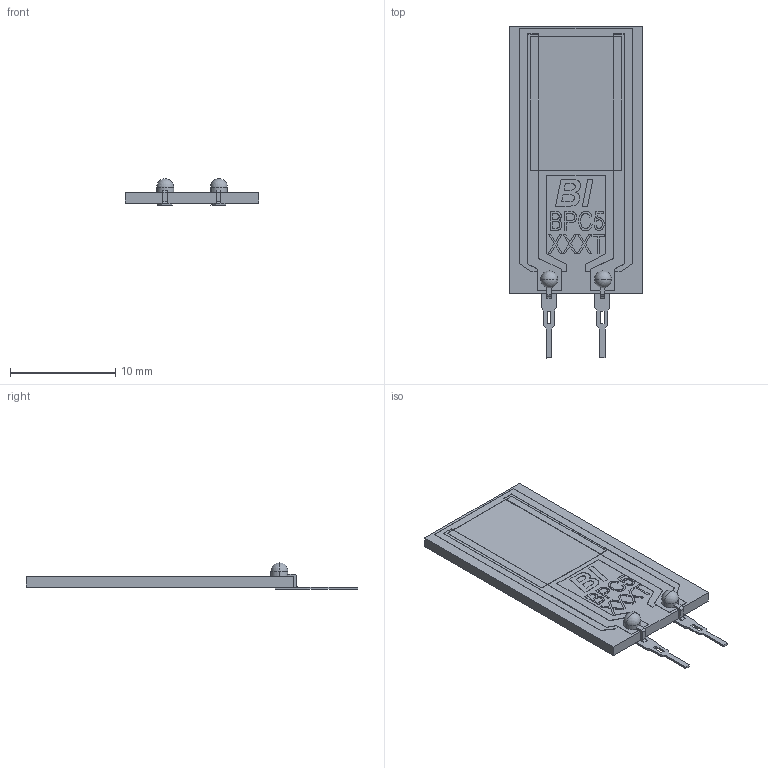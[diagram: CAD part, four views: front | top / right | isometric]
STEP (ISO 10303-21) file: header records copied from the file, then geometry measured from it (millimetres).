
FILE_DESCRIPTION (( 'STEP AP203' ), '1' );
FILE_NAME ('BPC5 - Assembly.STEP', '2015-05-18T14:03:00', ( '' ), ( '' ), 'SwSTEP 2.0', 'SolidWorks 2015', '' );
FILE_SCHEMA (( 'CONFIG_CONTROL_DESIGN' ));
Length unit declared in the file: millimetre
Products named in the file (8): BPC5 - Assembly; BPC5 - Substrate; BPC5 - RF Conductors; BPC5 - FF Conductor; BPC5 - Resistor & Marking; BPC5 - Glaze; BPC5 - Leadframe; BPC5 - Solder Fillet
Assembly tree (9 placements, depth 2):
  BPC5 - Assembly
    BPC5 - Substrate
    BPC5 - RF Conductors
    BPC5 - FF Conductor
    BPC5 - Resistor & Marking
    BPC5 - Glaze
    BPC5 - Leadframe  x2
    BPC5 - Solder Fillet  x2
Bounding box: 12.7 x 31.54 x 2.52 mm (x, y, z)
Volume: 333 mm3; surface area: 1280.6 mm2
Topology: 22 solids, 22 shells, 322 faces, 826 edges, 548 vertices
Faces by surface type: plane 249, bspline 53, cylinder 16, torus 4
Entity records: 11848 total; most frequent: CARTESIAN_POINT 4369, ORIENTED_EDGE 1456, DIRECTION 1134, EDGE_CURVE 728, VECTOR 596, LINE 596, VERTEX_POINT 484, EDGE_LOOP 296
